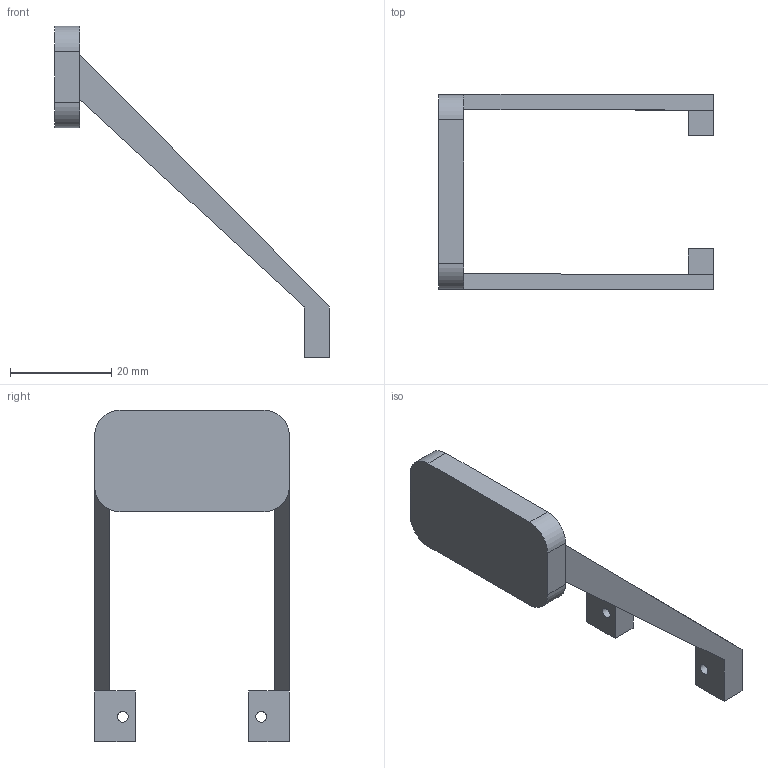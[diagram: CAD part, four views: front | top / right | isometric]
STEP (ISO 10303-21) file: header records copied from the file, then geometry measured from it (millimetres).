
FILE_DESCRIPTION(/* description */ (''),/* implementation_level */ '2;1');
FILE_NAME(/* name */ 'vocalink-mounting v4.step',/* time_stamp */ '2025-07-19T12:52:37+10:00',/* author */ (''),/* organization */ (''),/* preprocessor_version */ 'ST-DEVELOPER v20.1',/* originating_system */ 'Autodesk Translation Framework v14.10.0.0',/* authorisation */ '');
FILE_SCHEMA (('AUTOMOTIVE_DESIGN { 1 0 10303 214 3 1 1 }'));
Length unit declared in the file: millimetre
Products named in the file (1): vocalink-mounting
Bounding box: 54.18 x 38.36 x 65.32 mm (x, y, z)
Volume: 6413.6 mm3; surface area: 4849.8 mm2
Topology: 3 solids, 3 shells, 32 faces, 74 edges, 48 vertices
Faces by surface type: plane 26, cylinder 6
Full cylindrical faces by diameter (mm): 2.13 x2
Entity records: 937 total; most frequent: CARTESIAN_POINT 155, DIRECTION 152, ORIENTED_EDGE 148, EDGE_CURVE 74, LINE 62, VECTOR 62, VERTEX_POINT 48, AXIS2_PLACEMENT_3D 45
